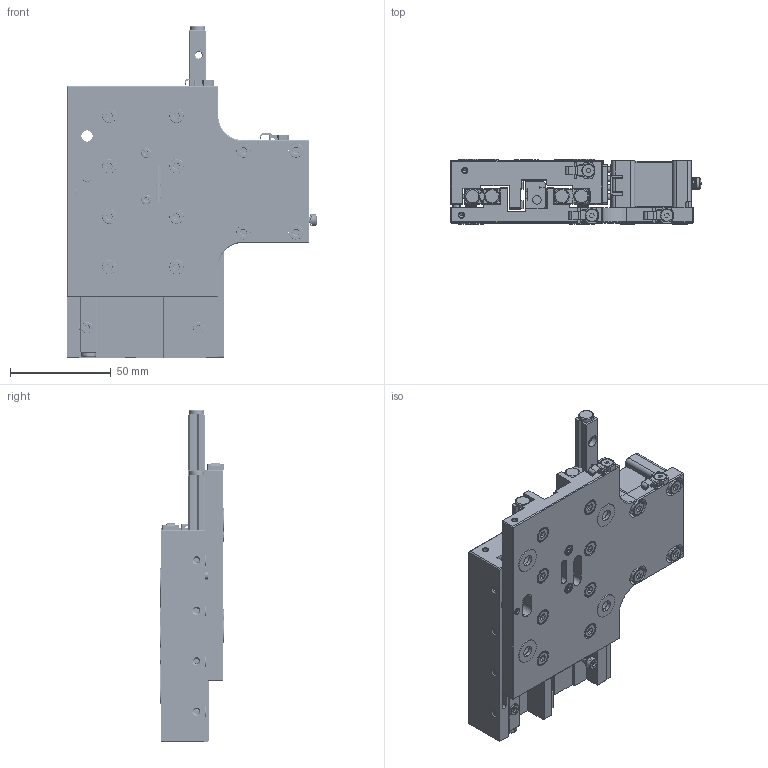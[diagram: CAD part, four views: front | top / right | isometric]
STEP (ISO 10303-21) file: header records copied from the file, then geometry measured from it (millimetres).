
FILE_DESCRIPTION (( 'STEP AP214' ), '1' );
FILE_NAME ('FBS075060.STEP', '2020-05-07T06:09:43', ( 'IL01OD77172' ), ( 'Johnson Electric International AG' ), 'SwSTEP 2.0', 'SolidWorks 2015', '' );
FILE_SCHEMA (( 'AUTOMOTIVE_DESIGN' ));
Length unit declared in the file: millimetre
Products named in the file (40): SY000082-Rail_SY000118; SM-SC-VENT-CLE_SM03SC12-RK; SM-SC-VENTED_SM03SC12-R; WASM-R-CLEAN_WASM0302-K; SM-SC-DIN9121_SM03SC12; SY000145; SM-SC-CLEAN_SM25SC10-K; SM-SC-DIN9121_SM04SC10; SY000144; EA00-DIN915_EA000373; LOCK130002-02_LOCK130002-02; HR-LS_8 MOTOR_HR8-1-S-3; SY000089; SM-Set-DIN9136_SM03SP05; FBx75_BASE_F07514S061-00; SY000138_SY000138-75; WASM-RIBBED_WASM2501; WASM-R-CLEAN_WASM0402-K; S768130103-00_S76813K103-00; FBS075060; SM-SET-CLEAN_SM03SS05-K; TONIC-HEAD_SY000086; DIN915-CLEAN_EA000373-D; CSB175S20W-00_CSB105S20W-00; SM-SC-DIN9121_SM25SC10; SM-Set-DIN9136_SM03SS05; WASM-RIBBED_WASM0402; FB00140001-00; SM-FS-DIN7991_SM03FS05; FBx75_PLATE_F07514S062-00; SM-SC-CLEAN_SM04SC10-K; Interpolator_SY000154; SY000082-cage_CRWG 3-75; SM-SC-DIN9121_SM04SC16; SM-SC-CLEAN_SM04SC16-K; CROSS_ROLLER_FB_SY000118; EA000412; WASM-RIBBED_WASM0302; FB0014D001-00
Assembly tree (133 placements, depth 4):
  FBS075060
    CSB175S20W-00_CSB105S20W-00
    HR-LS_8 MOTOR_HR8-1-S-3
    TONIC-HEAD_SY000086
    FBx75_BASE_F07514S061-00
    FBx75_PLATE_F07514S062-00
    SM-SC-DIN9121_SM04SC16  x4
    WASM-RIBBED_WASM0402  x12
    SM-SC-DIN9121_SM03SC12  x8
    SM-SC-DIN9121_SM04SC10  x8
    WASM-RIBBED_WASM0302  x8
    SM-SC-DIN9121_SM25SC10  x2
    WASM-RIBBED_WASM2501  x2
    CROSS_ROLLER_FB_SY000118  x2
      SY000082-Rail_SY000118
      SY000082-cage_CRWG 3-75
    EA000412  x3
    SM-Set-DIN9136_SM03SP05  x4
    EA00-DIN915_EA000373
    SY000144
    SY000145
    SY000138_SY000138-75
    SY000089
    LOCK130002-02_LOCK130002-02
    SM-FS-DIN7991_SM03FS05  x5
    SM-SC-VENT-CLE_SM03SC12-RK  x8
      SM-SC-VENTED_SM03SC12-R
        SM-SC-DIN9121_SM03SC12
    FB0014D001-00  x3
      FB00140001-00
    SM-SC-CLEAN_SM04SC10-K  x8
      SM-SC-DIN9121_SM04SC10
    SM-SC-CLEAN_SM04SC16-K  x4
      SM-SC-DIN9121_SM04SC16
    SM-SC-CLEAN_SM25SC10-K  x2
      SM-SC-DIN9121_SM25SC10
    WASM-R-CLEAN_WASM0402-K  x12
      WASM-RIBBED_WASM0402
    WASM-R-CLEAN_WASM0302-K  x8
      WASM-RIBBED_WASM0302
    DIN915-CLEAN_EA000373-D
      EA00-DIN915_EA000373
    SM-SET-CLEAN_SM03SS05-K  x4
      SM-Set-DIN9136_SM03SS05
    S768130103-00_S76813K103-00
  Interpolator_SY000154
Bounding box: 123.98 x 32.2 x 164.5 mm (x, y, z)
Volume: 254349.7 mm3; surface area: 126794.4 mm2
Topology: 133 solids, 133 shells, 5412 faces, 13154 edges, 8162 vertices
Faces by surface type: plane 2600, cylinder 1553, cone 791, bspline 348, torus 120
Entity records: 135457 total; most frequent: CARTESIAN_POINT 37644, ORIENTED_EDGE 16784, DIRECTION 15110, EDGE_CURVE 8392, VECTOR 5772, LINE 5772, VERTEX_POINT 5405, AXIS2_PLACEMENT_3D 4669
